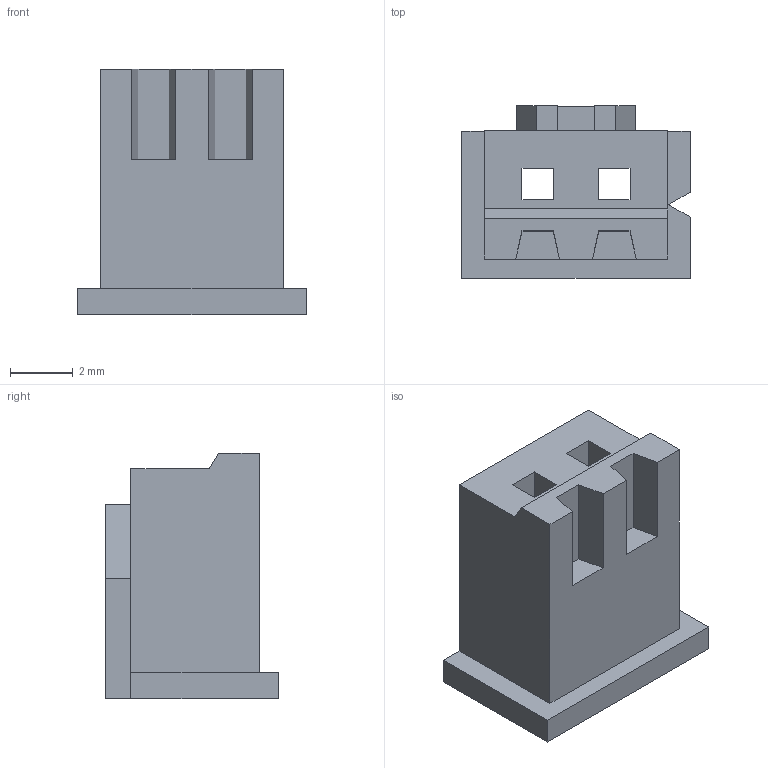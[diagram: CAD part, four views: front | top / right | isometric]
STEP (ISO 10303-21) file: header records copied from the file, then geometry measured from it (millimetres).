
FILE_DESCRIPTION(/* description */ (''),/* implementation_level */ '2;1');
FILE_NAME(/* name */ 'JST XHP-2 Housing.step',/* time_stamp */ '2018-10-24T13:03:08+11:00',/* author */ ('julius.neudecker'),/* organization */ (''),/* preprocessor_version */ 'ST-DEVELOPER v17.2',/* originating_system */ 'Autodesk Translation Framework v7.6.0.251',/* authorisation */ '');
FILE_SCHEMA (('AUTOMOTIVE_DESIGN { 1 0 10303 214 3 1 1 }'));
Length unit declared in the file: millimetre
Products named in the file (2): 2 Way 2mm Pitch JST Connector - Female; 2Pin Female
Assembly tree (1 placements, depth 2):
  2 Way 2mm Pitch JST Connector - Female
    2Pin Female
Bounding box: 7.3 x 5.5 x 7.85 mm (x, y, z)
Volume: 140.5 mm3; surface area: 359.3 mm2
Topology: 1 solids, 1 shells, 61 faces, 171 edges, 114 vertices
Faces by surface type: plane 61
Entity records: 1993 total; most frequent: CARTESIAN_POINT 349, ORIENTED_EDGE 342, DIRECTION 299, LINE 171, VECTOR 171, EDGE_CURVE 171, VERTEX_POINT 114, EDGE_LOOP 67
